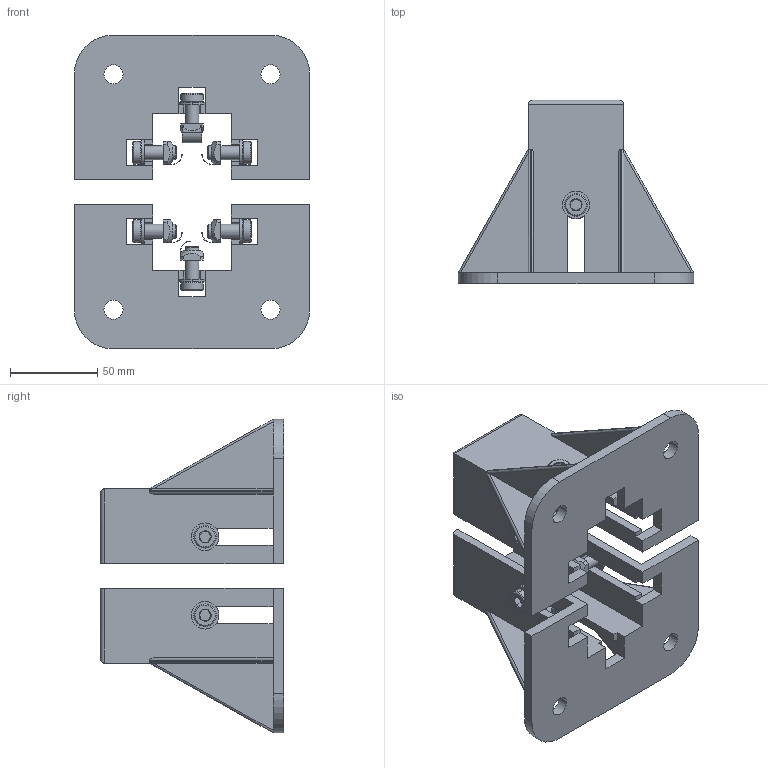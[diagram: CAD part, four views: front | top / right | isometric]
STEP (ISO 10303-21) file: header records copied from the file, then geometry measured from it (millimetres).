
FILE_DESCRIPTION (( 'STEP AP203' ), '1' );
FILE_NAME ('33-4590-1.step', '2022-02-08T19:04:30', ( '' ), ( '' ), 'SwSTEP 2.0', 'SolidWorks 2021', '' );
FILE_SCHEMA (( 'CONFIG_CONTROL_DESIGN' ));
Length unit declared in the file: millimetre
Products named in the file (5): 33-4590-1; 33-4590-0; SQUARE NUT POS FIX_M8S-PF; M8 LOW-HEAD SOCKET CAP SCREW_M8X20LHSCS-0; STANDARD WASHER_M8SMW-0
Assembly tree (19 placements, depth 2):
  33-4590-1
    33-4590-0
    STANDARD WASHER_M8SMW-0  x6
    M8 LOW-HEAD SOCKET CAP SCREW_M8X20LHSCS-0  x6
    SQUARE NUT POS FIX_M8S-PF  x6
Bounding box: 135 x 105 x 180 mm (x, y, z)
Volume: 265137 mm3; surface area: 127996.2 mm2
Topology: 20 solids, 20 shells, 496 faces, 1252 edges, 796 vertices
Faces by surface type: plane 258, cylinder 124, cone 114
Entity records: 7516 total; most frequent: CARTESIAN_POINT 1537, ORIENTED_EDGE 1094, DIRECTION 1009, EDGE_CURVE 547, VECTOR 397, LINE 397, VERTEX_POINT 346, AXIS2_PLACEMENT_3D 306
